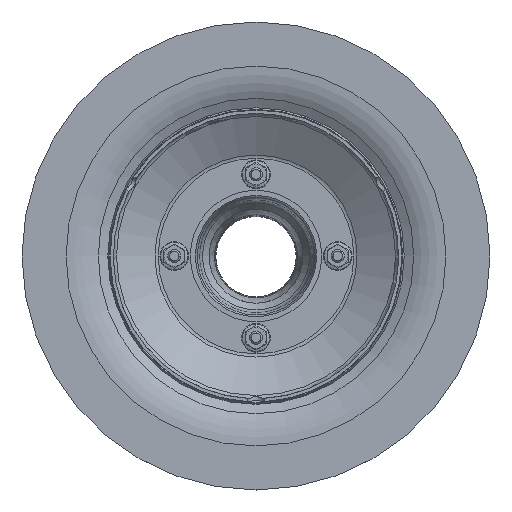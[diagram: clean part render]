
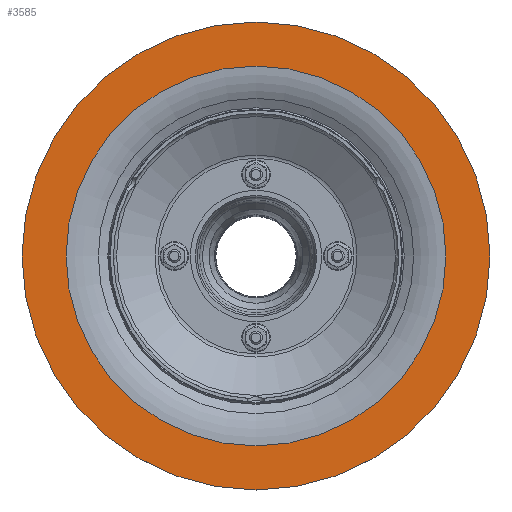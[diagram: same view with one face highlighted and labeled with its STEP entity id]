
A CAD part, top view. The second image highlights one B-rep face of the part: STEP entity #3585.
In plain terms, the highlighted planar face has unit normal (0, 0, 1).
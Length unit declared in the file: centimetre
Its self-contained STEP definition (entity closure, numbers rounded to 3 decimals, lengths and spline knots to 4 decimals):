
#47=FACE_BOUND('',#743,.T.);
#245=PLANE('',#4041);
#484=FACE_OUTER_BOUND('',#742,.T.);
#742=EDGE_LOOP('',(#3083));
#743=EDGE_LOOP('',(#3084));
#1279=CIRCLE('',#4012,146.);
#1296=CIRCLE('',#4039,118.5);
#1609=VERTEX_POINT('',#6738);
#1623=VERTEX_POINT('',#6783);
#2097=EDGE_CURVE('',#1609,#1609,#1279,.T.);
#2117=EDGE_CURVE('',#1623,#1623,#1296,.T.);
#3083=ORIENTED_EDGE('',*,*,#2097,.F.);
#3084=ORIENTED_EDGE('',*,*,#2117,.T.);
#3585=ADVANCED_FACE('',(#484,#47),#245,.T.);
#4012=AXIS2_PLACEMENT_3D('',#6740,#5041,#5042);
#4039=AXIS2_PLACEMENT_3D('',#6784,#5098,#5099);
#4041=AXIS2_PLACEMENT_3D('',#6786,#5102,#5103);
#5041=DIRECTION('center_axis',(0.,0.,-1.));
#5042=DIRECTION('ref_axis',(1.,0.,0.));
#5098=DIRECTION('center_axis',(0.,0.,-1.));
#5099=DIRECTION('ref_axis',(1.,0.,0.));
#5102=DIRECTION('center_axis',(0.,0.,1.));
#5103=DIRECTION('ref_axis',(0.,-1.,0.));
#6738=CARTESIAN_POINT('',(146.,0.,250.));
#6740=CARTESIAN_POINT('Origin',(0.,0.,250.));
#6783=CARTESIAN_POINT('',(0.,-118.5,250.));
#6784=CARTESIAN_POINT('Origin',(0.,0.,250.));
#6786=CARTESIAN_POINT('Origin',(-146.,0.,250.));
